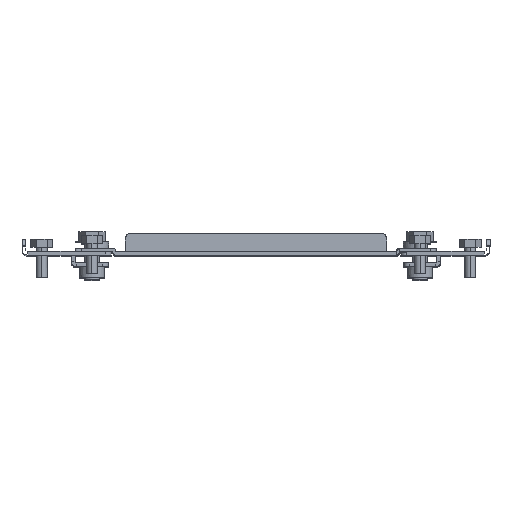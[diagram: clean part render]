
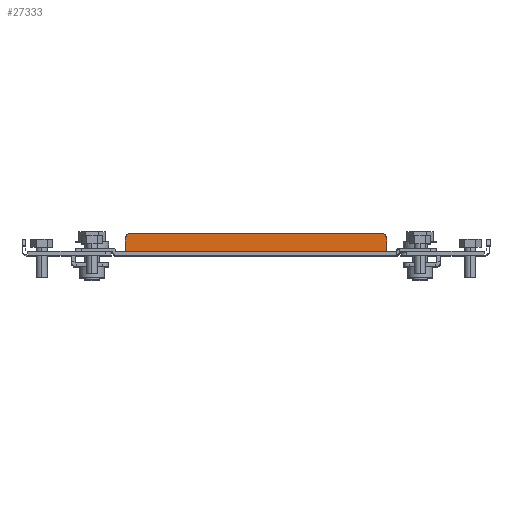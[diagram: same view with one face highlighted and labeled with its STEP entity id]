
A CAD part, top view. The second image highlights one B-rep face of the part: STEP entity #27333.
In plain terms, the highlighted planar face has unit normal (0, 0, 1).
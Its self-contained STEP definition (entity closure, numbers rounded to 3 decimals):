
#954 = VECTOR ( 'NONE', #18565, 1000. ) ;
#1007 = VECTOR ( 'NONE', #7233, 1000. ) ;
#1073 = LINE ( 'NONE', #18475, #954 ) ;
#1346 = LINE ( 'NONE', #4083, #1007 ) ;
#1735 = CARTESIAN_POINT ( 'NONE',  ( -65.9, 4.1, 161.6 ) ) ;
#1974 = CARTESIAN_POINT ( 'NONE',  ( -68.9, 1.291, 161.6 ) ) ;
#3731 = ORIENTED_EDGE ( 'NONE', *, *, #4488, .F. ) ;
#3900 = ORIENTED_EDGE ( 'NONE', *, *, #4468, .F. ) ;
#4083 = CARTESIAN_POINT ( 'NONE',  ( 71.656, -5.9, 161.6 ) ) ;
#4084 = ORIENTED_EDGE ( 'NONE', *, *, #15190, .T. ) ;
#4149 = ORIENTED_EDGE ( 'NONE', *, *, #15431, .F. ) ;
#4224 = ORIENTED_EDGE ( 'NONE', *, *, #15332, .F. ) ;
#4283 = ORIENTED_EDGE ( 'NONE', *, *, #17295, .T. ) ;
#4340 = CARTESIAN_POINT ( 'NONE',  ( -68.883, 1.478, 161.6 ) ) ;
#4384 = CARTESIAN_POINT ( 'NONE',  ( -68.797, 1.891, 161.6 ) ) ;
#4394 = EDGE_LOOP ( 'NONE', ( #3731, #3900, #4084, #4149, #4224, #4283 ) ) ;
#4437 = CARTESIAN_POINT ( 'NONE',  ( -68.83, 1.754, 161.6 ) ) ;
#4465 = CARTESIAN_POINT ( 'NONE',  ( -68.723, 2.115, 161.6 ) ) ;
#4468 = EDGE_CURVE ( 'NONE', #31569, #16730, #32684, .T. ) ;
#4488 = EDGE_CURVE ( 'NONE', #16730, #25305, #1073, .T. ) ;
#4504 = CARTESIAN_POINT ( 'NONE',  ( -68.699, 2.18, 161.6 ) ) ;
#4548 = CARTESIAN_POINT ( 'NONE',  ( -68.707, 2.16, 161.6 ) ) ;
#4575 = CARTESIAN_POINT ( 'NONE',  ( -68.314, 2.928, 161.6 ) ) ;
#4618 = CARTESIAN_POINT ( 'NONE',  ( -68.537, 2.59, 161.6 ) ) ;
#4666 = CARTESIAN_POINT ( 'NONE',  ( -67.026, 3.881, 161.6 ) ) ;
#4674 = CARTESIAN_POINT ( 'NONE',  ( -65.9, 4.1, 161.6 ) ) ;
#4820 = CARTESIAN_POINT ( 'NONE',  ( -67.638, 3.561, 161.6 ) ) ;
#4864 = CARTESIAN_POINT ( 'NONE',  ( -68.747, 2.049, 161.6 ) ) ;
#4938 = VECTOR ( 'NONE', #32701, 1000. ) ;
#4939 = CARTESIAN_POINT ( 'NONE',  ( -67.875, 3.368, 161.6 ) ) ;
#4945 = CARTESIAN_POINT ( 'NONE',  ( -67.17, 3.819, 161.6 ) ) ;
#5028 = CARTESIAN_POINT ( 'NONE',  ( -67.331, 3.741, 161.6 ) ) ;
#5062 = CARTESIAN_POINT ( 'NONE',  ( -66.281, 4.1, 161.6 ) ) ;
#5070 = CARTESIAN_POINT ( 'NONE',  ( -66.649, 4.03, 161.6 ) ) ;
#5107 = CARTESIAN_POINT ( 'NONE',  ( -67.1, 3.85, 161.6 ) ) ;
#5167 = CARTESIAN_POINT ( 'NONE',  ( -67.052, 3.87, 161.6 ) ) ;
#5468 = LINE ( 'NONE', #32667, #4938 ) ;
#6019 = LINE ( 'NONE', #29360, #6051 ) ;
#6051 = VECTOR ( 'NONE', #29442, 1000. ) ;
#6639 = DIRECTION ( 'NONE',  ( -1., 0., 0. ) ) ;
#6643 = DIRECTION ( 'NONE',  ( 0., 0., -1. ) ) ;
#6809 = PLANE ( 'NONE',  #26539 ) ;
#6848 = CARTESIAN_POINT ( 'NONE',  ( 71.656, -5.692, 161.6 ) ) ;
#7233 = DIRECTION ( 'NONE',  ( 1., 0., 0. ) ) ;
#9336 = CARTESIAN_POINT ( 'NONE',  ( 68.9, -5.7, 161.8 ) ) ;
#10768 = VERTEX_POINT ( 'NONE', #21081 ) ;
#10864 = VERTEX_POINT ( 'NONE', #25523 ) ;
#13527 = CARTESIAN_POINT ( 'NONE',  ( 68.9, 1.1, 161.6 ) ) ;
#14856 = CARTESIAN_POINT ( 'NONE',  ( 66.091, 4.1, 161.6 ) ) ;
#14909 = CARTESIAN_POINT ( 'NONE',  ( 65.9, 4.1, 161.6 ) ) ;
#14953 = CARTESIAN_POINT ( 'NONE',  ( 66.278, 4.083, 161.6 ) ) ;
#15071 = CARTESIAN_POINT ( 'NONE',  ( 66.554, 4.03, 161.6 ) ) ;
#15190 = EDGE_CURVE ( 'NONE', #31569, #15734, #6019, .T. ) ;
#15194 = CARTESIAN_POINT ( 'NONE',  ( 66.691, 3.997, 161.6 ) ) ;
#15309 = CARTESIAN_POINT ( 'NONE',  ( 66.849, 3.947, 161.6 ) ) ;
#15332 = EDGE_CURVE ( 'NONE', #10864, #10768, #5468, .T. ) ;
#15416 = CARTESIAN_POINT ( 'NONE',  ( 66.915, 3.923, 161.6 ) ) ;
#15431 = EDGE_CURVE ( 'NONE', #10768, #15734, #28995, .T. ) ;
#15482 = CARTESIAN_POINT ( 'NONE',  ( 66.96, 3.907, 161.6 ) ) ;
#15582 = CARTESIAN_POINT ( 'NONE',  ( 66.98, 3.899, 161.6 ) ) ;
#15640 = CARTESIAN_POINT ( 'NONE',  ( 67.39, 3.737, 161.6 ) ) ;
#15689 = CARTESIAN_POINT ( 'NONE',  ( 67.728, 3.514, 161.6 ) ) ;
#15734 = VERTEX_POINT ( 'NONE', #1735 ) ;
#15747 = CARTESIAN_POINT ( 'NONE',  ( 68.168, 3.075, 161.6 ) ) ;
#15796 = CARTESIAN_POINT ( 'NONE',  ( 68.361, 2.838, 161.6 ) ) ;
#15849 = CARTESIAN_POINT ( 'NONE',  ( 68.541, 2.531, 161.6 ) ) ;
#15901 = CARTESIAN_POINT ( 'NONE',  ( 68.619, 2.37, 161.6 ) ) ;
#15974 = CARTESIAN_POINT ( 'NONE',  ( 68.65, 2.3, 161.6 ) ) ;
#16018 = CARTESIAN_POINT ( 'NONE',  ( 68.67, 2.252, 161.6 ) ) ;
#16077 = CARTESIAN_POINT ( 'NONE',  ( 68.681, 2.226, 161.6 ) ) ;
#16156 = CARTESIAN_POINT ( 'NONE',  ( 68.83, 1.849, 161.6 ) ) ;
#16241 = CARTESIAN_POINT ( 'NONE',  ( 68.9, 1.481, 161.6 ) ) ;
#16318 = CARTESIAN_POINT ( 'NONE',  ( 68.9, 1.1, 161.6 ) ) ;
#16730 = VERTEX_POINT ( 'NONE', #13527 ) ;
#17295 = EDGE_CURVE ( 'NONE', #10864, #25305, #1346, .T. ) ;
#18475 = CARTESIAN_POINT ( 'NONE',  ( 68.9, -0.7, 161.6 ) ) ;
#18565 = DIRECTION ( 'NONE',  ( 0., -1., 0. ) ) ;
#21081 = CARTESIAN_POINT ( 'NONE',  ( -68.9, 1.1, 161.6 ) ) ;
#25305 = VERTEX_POINT ( 'NONE', #9336 ) ;
#25523 = CARTESIAN_POINT ( 'NONE',  ( -68.9, -5.7, 161.8 ) ) ;
#26539 = AXIS2_PLACEMENT_3D ( 'NONE', #6848, #6643, #6639 ) ;
#27333 = ADVANCED_FACE ( 'NONE', ( #31317 ), #6809, .F. ) ;
#28995 = B_SPLINE_CURVE_WITH_KNOTS ( 'NONE', 3,
 ( #32694, #1974, #4340, #4437, #4384, #4864, #4465, #4548, #4504, #4618, #4575, #4939, #4820, #5028, #4945, #5107, #5167, #4666, #5070, #5062, #4674 ),
 .UNSPECIFIED., .F., .F.,
 ( 4, 2, 1, 1, 2, 2, 2, 1, 1, 1, 2, 2, 4 ),
 ( 0., 0.125, 0.187, 0.219, 0.234, 0.25, 0.5, 0.625, 0.687, 0.719, 0.734, 0.75, 1. ),
 .UNSPECIFIED. ) ;
#29360 = CARTESIAN_POINT ( 'NONE',  ( 0., 4.1, 161.6 ) ) ;
#29442 = DIRECTION ( 'NONE',  ( -1., 0., 0. ) ) ;
#31317 = FACE_OUTER_BOUND ( 'NONE', #4394, .T. ) ;
#31569 = VERTEX_POINT ( 'NONE', #34360 ) ;
#32667 = CARTESIAN_POINT ( 'NONE',  ( -68.9, -0.7, 161.6 ) ) ;
#32684 = B_SPLINE_CURVE_WITH_KNOTS ( 'NONE', 3,
 ( #14909, #14856, #14953, #15071, #15194, #15309, #15416, #15482, #15582, #15640, #15689, #15747, #15796, #15849, #15901, #15974, #16018, #16077, #16156, #16241, #16318 ),
 .UNSPECIFIED., .F., .F.,
 ( 4, 2, 1, 1, 2, 2, 2, 1, 1, 1, 2, 2, 4 ),
 ( 0., 0.125, 0.187, 0.219, 0.234, 0.25, 0.5, 0.625, 0.687, 0.719, 0.734, 0.75, 1. ),
 .UNSPECIFIED. ) ;
#32694 = CARTESIAN_POINT ( 'NONE',  ( -68.9, 1.1, 161.6 ) ) ;
#32701 = DIRECTION ( 'NONE',  ( 0., 1., 0. ) ) ;
#34360 = CARTESIAN_POINT ( 'NONE',  ( 65.9, 4.1, 161.6 ) ) ;
